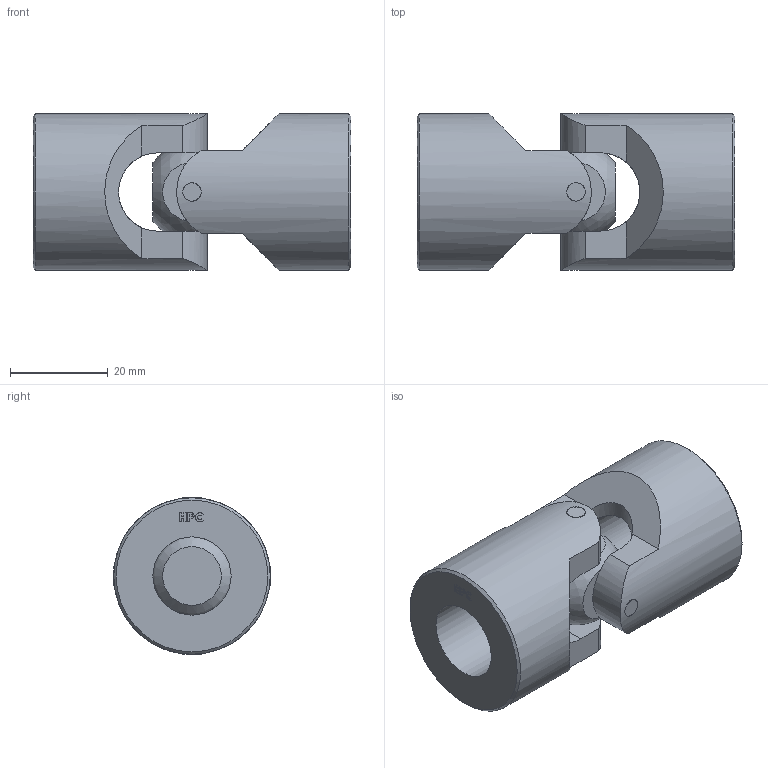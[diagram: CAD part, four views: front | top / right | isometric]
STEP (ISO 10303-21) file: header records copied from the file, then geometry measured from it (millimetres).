
FILE_DESCRIPTION( ( 'STEP AP214' ), ' ' );
FILE_NAME( 'HPC - G1-A-16_16 (0°).stp', '2017-12-05T16:38:12', ( '' ), ( '' ), ' ', 'PARTsolutions', ' ' );
FILE_SCHEMA( ( 'AUTOMOTIVE_DESIGN { 1 0 10303 214 1 1 1 1 }' ) );
Length unit declared in the file: millimetre
Products named in the file (4): HPC - G1-A-16/16 (0°); _HPC - G1-A-16/16 -  Fork2; _hpc_G1-A-16/162; _HPC - G1-A-16/16 -  Fork1
Assembly tree (3 placements, depth 2):
  HPC - G1-A-16/16 (0°)
    _HPC - G1-A-16/16 -  Fork2
    _hpc_G1-A-16/162
    _HPC - G1-A-16/16 -  Fork1
Bounding box: 65 x 32 x 32 mm (x, y, z)
Volume: 34042.8 mm3; surface area: 12423.3 mm2
Topology: 3 solids, 3 shells, 111 faces, 281 edges, 187 vertices
Faces by surface type: plane 80, cylinder 28, cone 2, sphere 1
Full cylindrical faces by diameter (mm): 3.75 x8, 16 x2, 32 x2
Entity records: 4436 total; most frequent: CARTESIAN_POINT 871, DIRECTION 538, ORIENTED_EDGE 504, EDGE_CURVE 252, LINE 180, VECTOR 180, AXIS2_PLACEMENT_3D 179, VERTEX_POINT 176
